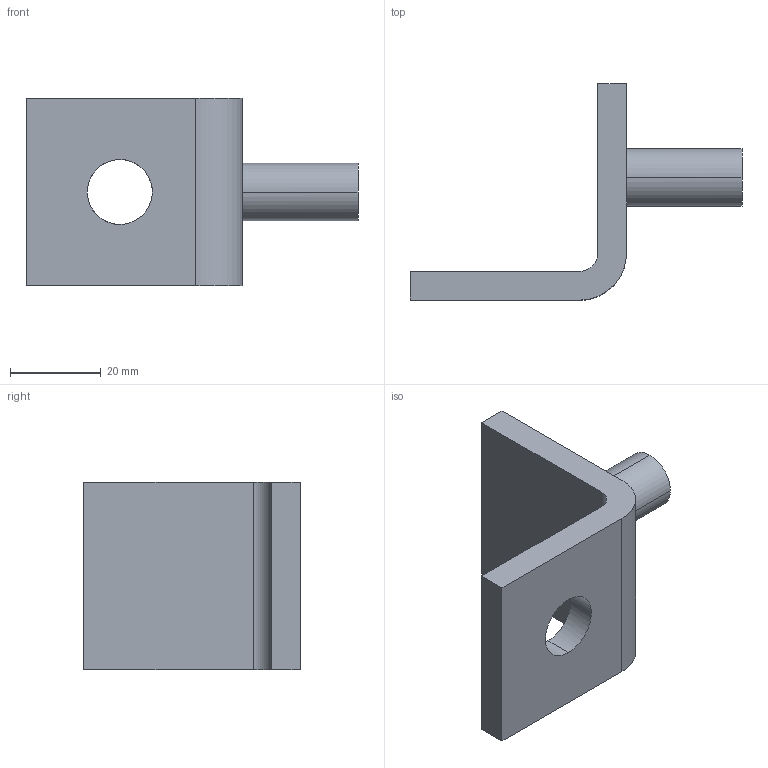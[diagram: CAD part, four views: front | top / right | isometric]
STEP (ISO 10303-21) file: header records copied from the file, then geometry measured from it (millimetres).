
FILE_DESCRIPTION(('TurboCAD Mac Pro'),'Build 980');
FILE_NAME('P1315.stp',' ',(''),(''),'ACIS Interop','IMSI','TurboCAD Mac Pro BY IMSI, INCORPORATED');
FILE_SCHEMA(('automotive_design'));
Length unit declared in the file: inch
Products named in the file (2): 1; 2
Bounding box: 73.03 x 47.62 x 41.27 mm (x, y, z)
Volume: 24694.7 mm3; surface area: 9677.6 mm2
Topology: 1 solids, 1 shells, 19 faces, 48 edges, 32 vertices
Faces by surface type: bspline 10, plane 9
Entity records: 872 total; most frequent: CARTESIAN_POINT 247, ORIENTED_EDGE 96, DIRECTION 50, EDGE_CURVE 48, VERTEX_POINT 32, LINE 28, VECTOR 28, STYLED_ITEM 24
